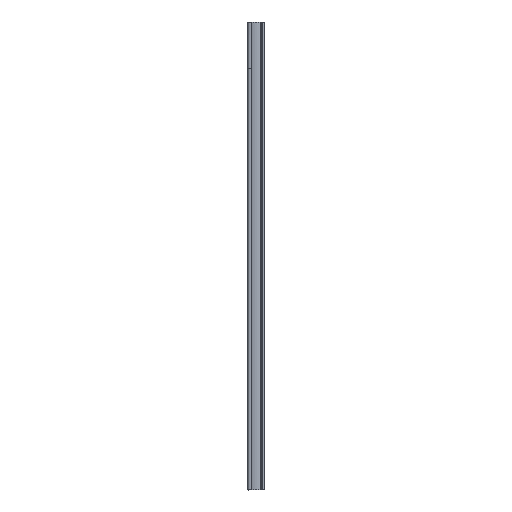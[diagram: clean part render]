
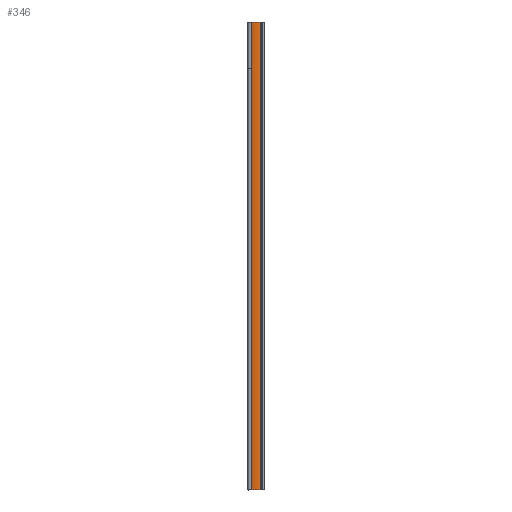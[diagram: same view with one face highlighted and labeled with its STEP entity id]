
A CAD part, front view. The second image highlights one B-rep face of the part: STEP entity #346.
In plain terms, the highlighted cylindrical face has radius 60 mm (diameter 120 mm), a partial arc.
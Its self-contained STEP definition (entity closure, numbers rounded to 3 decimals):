
#48 = LINE ( 'NONE', #826, #3360 ) ;
#116 = AXIS2_PLACEMENT_3D ( 'NONE', #2486, #357, #660 ) ;
#224 = ORIENTED_EDGE ( 'NONE', *, *, #2786, .T. ) ;
#269 = CARTESIAN_POINT ( 'NONE',  ( -20.723, -56.308, -1778. ) ) ;
#290 = ORIENTED_EDGE ( 'NONE', *, *, #3804, .F. ) ;
#346 = ADVANCED_FACE ( 'NONE', ( #2764 ), #2028, .T. ) ;
#357 = DIRECTION ( 'NONE',  ( 0., 0., 1. ) ) ;
#358 = DIRECTION ( 'NONE',  ( 0., 0., -1. ) ) ;
#453 = CIRCLE ( 'NONE', #1930, 60. ) ;
#496 = ORIENTED_EDGE ( 'NONE', *, *, #723, .T. ) ;
#549 = ORIENTED_EDGE ( 'NONE', *, *, #2163, .F. ) ;
#553 = DIRECTION ( 'NONE',  ( 0., 0., -1. ) ) ;
#557 = VERTEX_POINT ( 'NONE', #3489 ) ;
#660 = DIRECTION ( 'NONE',  ( 1., 0., 0. ) ) ;
#670 = VERTEX_POINT ( 'NONE', #1727 ) ;
#723 = EDGE_CURVE ( 'NONE', #557, #670, #833, .T. ) ;
#814 = ORIENTED_EDGE ( 'NONE', *, *, #1758, .F. ) ;
#826 = CARTESIAN_POINT ( 'NONE',  ( -20.723, -56.308, 22. ) ) ;
#833 = LINE ( 'NONE', #3911, #3334 ) ;
#941 = CARTESIAN_POINT ( 'NONE',  ( 0., 0., 222. ) ) ;
#1356 = VERTEX_POINT ( 'NONE', #269 ) ;
#1449 = LINE ( 'NONE', #1500, #2915 ) ;
#1494 = CARTESIAN_POINT ( 'NONE',  ( 0., 0., -1778. ) ) ;
#1500 = CARTESIAN_POINT ( 'NONE',  ( -20.723, -56.308, -778. ) ) ;
#1532 = VERTEX_POINT ( 'NONE', #2801 ) ;
#1538 = VERTEX_POINT ( 'NONE', #3151 ) ;
#1637 = CIRCLE ( 'NONE', #3948, 60. ) ;
#1727 = CARTESIAN_POINT ( 'NONE',  ( 20.723, -56.308, 222. ) ) ;
#1758 = EDGE_CURVE ( 'NONE', #557, #1356, #453, .T. ) ;
#1930 = AXIS2_PLACEMENT_3D ( 'NONE', #1494, #553, #3337 ) ;
#1982 = EDGE_LOOP ( 'NONE', ( #224, #290, #549, #814, #496 ) ) ;
#2028 = CYLINDRICAL_SURFACE ( 'NONE', #116, 60. ) ;
#2163 = EDGE_CURVE ( 'NONE', #1356, #1538, #1449, .T. ) ;
#2424 = DIRECTION ( 'NONE',  ( 0., 0., 1. ) ) ;
#2486 = CARTESIAN_POINT ( 'NONE',  ( 0., 0., 22. ) ) ;
#2764 = FACE_OUTER_BOUND ( 'NONE', #1982, .T. ) ;
#2786 = EDGE_CURVE ( 'NONE', #670, #1532, #1637, .T. ) ;
#2801 = CARTESIAN_POINT ( 'NONE',  ( -20.723, -56.308, 222. ) ) ;
#2915 = VECTOR ( 'NONE', #3063, 1000. ) ;
#3021 = DIRECTION ( 'NONE',  ( 0., 0., 1. ) ) ;
#3063 = DIRECTION ( 'NONE',  ( 0., 0., 1. ) ) ;
#3110 = DIRECTION ( 'NONE',  ( -1., 0., 0. ) ) ;
#3151 = CARTESIAN_POINT ( 'NONE',  ( -20.723, -56.308, 22. ) ) ;
#3334 = VECTOR ( 'NONE', #2424, 1000. ) ;
#3337 = DIRECTION ( 'NONE',  ( -1., 0., 0. ) ) ;
#3360 = VECTOR ( 'NONE', #3021, 1000. ) ;
#3489 = CARTESIAN_POINT ( 'NONE',  ( 20.723, -56.308, -1778. ) ) ;
#3804 = EDGE_CURVE ( 'NONE', #1538, #1532, #48, .T. ) ;
#3911 = CARTESIAN_POINT ( 'NONE',  ( 20.723, -56.308, 22. ) ) ;
#3948 = AXIS2_PLACEMENT_3D ( 'NONE', #941, #358, #3110 ) ;
